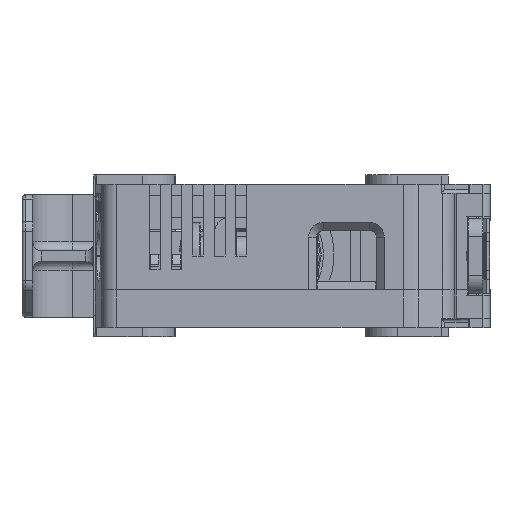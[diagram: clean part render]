
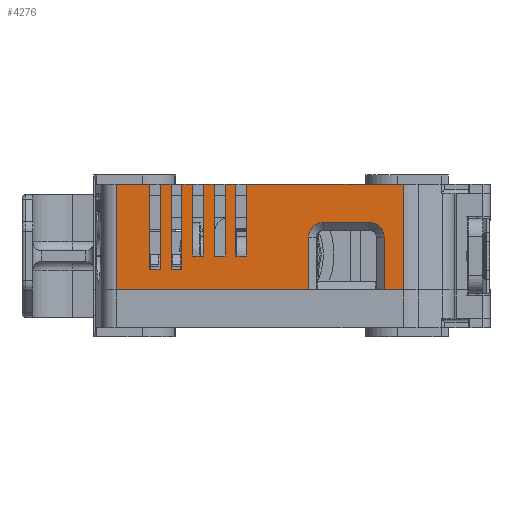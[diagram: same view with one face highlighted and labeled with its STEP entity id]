
A CAD part, left-side view. The second image highlights one B-rep face of the part: STEP entity #4276.
In plain terms, the highlighted planar face has unit normal (-1, 0, 0).
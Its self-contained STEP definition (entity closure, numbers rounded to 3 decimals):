
#4093=AXIS2_PLACEMENT_3D('Plane Axis2P3D',#4090,#4091,#4092) ;
#4125=AXIS2_PLACEMENT_3D('Circle Axis2P3D',#4123,#4124,$) ;
#4139=AXIS2_PLACEMENT_3D('Circle Axis2P3D',#4137,#4138,$) ;
#747=CARTESIAN_POINT('Vertex',(-67.,45.111,9.95)) ;
#750=CARTESIAN_POINT('Line Origine',(-67.,42.806,9.95)) ;
#754=CARTESIAN_POINT('Vertex',(-67.,40.5,9.95)) ;
#775=CARTESIAN_POINT('Vertex',(-67.,39.,9.95)) ;
#778=CARTESIAN_POINT('Line Origine',(-67.,38.25,9.95)) ;
#782=CARTESIAN_POINT('Vertex',(-67.,37.5,9.95)) ;
#803=CARTESIAN_POINT('Vertex',(-67.,36.,9.95)) ;
#806=CARTESIAN_POINT('Line Origine',(-67.,35.25,9.95)) ;
#810=CARTESIAN_POINT('Vertex',(-67.,34.5,9.95)) ;
#831=CARTESIAN_POINT('Vertex',(-67.,33.,9.95)) ;
#834=CARTESIAN_POINT('Line Origine',(-67.,32.25,9.95)) ;
#838=CARTESIAN_POINT('Vertex',(-67.,31.5,9.95)) ;
#859=CARTESIAN_POINT('Vertex',(-67.,30.,9.95)) ;
#862=CARTESIAN_POINT('Line Origine',(-67.,29.25,9.95)) ;
#866=CARTESIAN_POINT('Vertex',(-67.,28.5,9.95)) ;
#887=CARTESIAN_POINT('Vertex',(-67.,27.,9.95)) ;
#890=CARTESIAN_POINT('Line Origine',(-67.,16.127,9.95)) ;
#894=CARTESIAN_POINT('Vertex',(-67.,5.254,9.95)) ;
#4075=CARTESIAN_POINT('Vertex',(-67.,45.111,-4.7)) ;
#4078=CARTESIAN_POINT('Line Origine',(-67.,45.111,3.275)) ;
#4090=CARTESIAN_POINT('Axis2P3D Location',(-67.,5.254,0.)) ;
#4095=CARTESIAN_POINT('Line Origine',(-67.,39.75,-1.9)) ;
#4099=CARTESIAN_POINT('Vertex',(-67.,40.5,-1.9)) ;
#4101=CARTESIAN_POINT('Vertex',(-67.,39.,-1.9)) ;
#4104=CARTESIAN_POINT('Line Origine',(-67.,40.5,4.025)) ;
#4109=CARTESIAN_POINT('Line Origine',(-67.,31.756,-4.7)) ;
#4113=CARTESIAN_POINT('Vertex',(-67.,18.4,-4.7)) ;
#4116=CARTESIAN_POINT('Line Origine',(-67.,18.4,-1.05)) ;
#4120=CARTESIAN_POINT('Vertex',(-67.,18.4,2.6)) ;
#4123=CARTESIAN_POINT('Axis2P3D Location',(-67.,16.3,2.6)) ;
#4127=CARTESIAN_POINT('Vertex',(-67.,16.3,4.7)) ;
#4130=CARTESIAN_POINT('Line Origine',(-67.,13.15,4.7)) ;
#4134=CARTESIAN_POINT('Vertex',(-67.,10.,4.7)) ;
#4137=CARTESIAN_POINT('Axis2P3D Location',(-67.,10.,2.6)) ;
#4141=CARTESIAN_POINT('Vertex',(-67.,7.9,2.6)) ;
#4144=CARTESIAN_POINT('Line Origine',(-67.,7.9,-1.05)) ;
#4148=CARTESIAN_POINT('Vertex',(-67.,7.9,-4.7)) ;
#4151=CARTESIAN_POINT('Line Origine',(-67.,6.577,-4.7)) ;
#4155=CARTESIAN_POINT('Vertex',(-67.,5.254,-4.7)) ;
#4158=CARTESIAN_POINT('Line Origine',(-67.,5.254,2.625)) ;
#4163=CARTESIAN_POINT('Line Origine',(-67.,27.,4.975)) ;
#4167=CARTESIAN_POINT('Vertex',(-67.,27.,0.)) ;
#4170=CARTESIAN_POINT('Line Origine',(-67.,27.75,0.)) ;
#4174=CARTESIAN_POINT('Vertex',(-67.,28.5,0.)) ;
#4177=CARTESIAN_POINT('Line Origine',(-67.,28.5,4.975)) ;
#4182=CARTESIAN_POINT('Line Origine',(-67.,30.,4.975)) ;
#4186=CARTESIAN_POINT('Vertex',(-67.,30.,0.)) ;
#4189=CARTESIAN_POINT('Line Origine',(-67.,30.75,0.)) ;
#4193=CARTESIAN_POINT('Vertex',(-67.,31.5,0.)) ;
#4196=CARTESIAN_POINT('Line Origine',(-67.,31.5,4.975)) ;
#4201=CARTESIAN_POINT('Line Origine',(-67.,33.,4.975)) ;
#4205=CARTESIAN_POINT('Vertex',(-67.,33.,0.)) ;
#4208=CARTESIAN_POINT('Line Origine',(-67.,33.75,0.)) ;
#4212=CARTESIAN_POINT('Vertex',(-67.,34.5,0.)) ;
#4215=CARTESIAN_POINT('Line Origine',(-67.,34.5,4.975)) ;
#4220=CARTESIAN_POINT('Line Origine',(-67.,36.,4.025)) ;
#4224=CARTESIAN_POINT('Vertex',(-67.,36.,-1.9)) ;
#4227=CARTESIAN_POINT('Line Origine',(-67.,36.75,-1.9)) ;
#4231=CARTESIAN_POINT('Vertex',(-67.,37.5,-1.9)) ;
#4234=CARTESIAN_POINT('Line Origine',(-67.,37.5,4.025)) ;
#4239=CARTESIAN_POINT('Line Origine',(-67.,39.,4.025)) ;
#751=DIRECTION('Vector Direction',(0.,1.,0.)) ;
#779=DIRECTION('Vector Direction',(0.,1.,0.)) ;
#807=DIRECTION('Vector Direction',(0.,1.,0.)) ;
#835=DIRECTION('Vector Direction',(0.,1.,0.)) ;
#863=DIRECTION('Vector Direction',(0.,1.,0.)) ;
#891=DIRECTION('Vector Direction',(0.,1.,0.)) ;
#4079=DIRECTION('Vector Direction',(0.,0.,1.)) ;
#4091=DIRECTION('Axis2P3D Direction',(1.,0.,0.)) ;
#4092=DIRECTION('Axis2P3D XDirection',(0.,1.,0.)) ;
#4096=DIRECTION('Vector Direction',(0.,1.,0.)) ;
#4105=DIRECTION('Vector Direction',(0.,0.,-1.)) ;
#4110=DIRECTION('Vector Direction',(0.,-1.,0.)) ;
#4117=DIRECTION('Vector Direction',(0.,0.,-1.)) ;
#4124=DIRECTION('Axis2P3D Direction',(1.,0.,0.)) ;
#4131=DIRECTION('Vector Direction',(0.,1.,0.)) ;
#4138=DIRECTION('Axis2P3D Direction',(1.,0.,0.)) ;
#4145=DIRECTION('Vector Direction',(0.,0.,-1.)) ;
#4152=DIRECTION('Vector Direction',(0.,1.,0.)) ;
#4159=DIRECTION('Vector Direction',(0.,0.,1.)) ;
#4164=DIRECTION('Vector Direction',(0.,0.,1.)) ;
#4171=DIRECTION('Vector Direction',(0.,-1.,0.)) ;
#4178=DIRECTION('Vector Direction',(0.,0.,1.)) ;
#4183=DIRECTION('Vector Direction',(0.,0.,1.)) ;
#4190=DIRECTION('Vector Direction',(0.,-1.,0.)) ;
#4197=DIRECTION('Vector Direction',(0.,0.,1.)) ;
#4202=DIRECTION('Vector Direction',(0.,0.,1.)) ;
#4209=DIRECTION('Vector Direction',(0.,-1.,0.)) ;
#4216=DIRECTION('Vector Direction',(0.,0.,1.)) ;
#4221=DIRECTION('Vector Direction',(0.,0.,-1.)) ;
#4228=DIRECTION('Vector Direction',(0.,1.,0.)) ;
#4235=DIRECTION('Vector Direction',(0.,0.,-1.)) ;
#4240=DIRECTION('Vector Direction',(0.,0.,-1.)) ;
#752=VECTOR('Line Direction',#751,1.) ;
#780=VECTOR('Line Direction',#779,1.) ;
#808=VECTOR('Line Direction',#807,1.) ;
#836=VECTOR('Line Direction',#835,1.) ;
#864=VECTOR('Line Direction',#863,1.) ;
#892=VECTOR('Line Direction',#891,1.) ;
#4080=VECTOR('Line Direction',#4079,1.) ;
#4097=VECTOR('Line Direction',#4096,1.) ;
#4106=VECTOR('Line Direction',#4105,1.) ;
#4111=VECTOR('Line Direction',#4110,1.) ;
#4118=VECTOR('Line Direction',#4117,1.) ;
#4132=VECTOR('Line Direction',#4131,1.) ;
#4146=VECTOR('Line Direction',#4145,1.) ;
#4153=VECTOR('Line Direction',#4152,1.) ;
#4160=VECTOR('Line Direction',#4159,1.) ;
#4165=VECTOR('Line Direction',#4164,1.) ;
#4172=VECTOR('Line Direction',#4171,1.) ;
#4179=VECTOR('Line Direction',#4178,1.) ;
#4184=VECTOR('Line Direction',#4183,1.) ;
#4191=VECTOR('Line Direction',#4190,1.) ;
#4198=VECTOR('Line Direction',#4197,1.) ;
#4203=VECTOR('Line Direction',#4202,1.) ;
#4210=VECTOR('Line Direction',#4209,1.) ;
#4217=VECTOR('Line Direction',#4216,1.) ;
#4222=VECTOR('Line Direction',#4221,1.) ;
#4229=VECTOR('Line Direction',#4228,1.) ;
#4236=VECTOR('Line Direction',#4235,1.) ;
#4241=VECTOR('Line Direction',#4240,1.) ;
#4245=ORIENTED_EDGE('',*,*,#4103,.F.) ;
#4246=ORIENTED_EDGE('',*,*,#4108,.F.) ;
#4247=ORIENTED_EDGE('',*,*,#756,.T.) ;
#4248=ORIENTED_EDGE('',*,*,#4082,.F.) ;
#4249=ORIENTED_EDGE('',*,*,#4115,.T.) ;
#4250=ORIENTED_EDGE('',*,*,#4122,.T.) ;
#4251=ORIENTED_EDGE('',*,*,#4129,.T.) ;
#4252=ORIENTED_EDGE('',*,*,#4136,.T.) ;
#4253=ORIENTED_EDGE('',*,*,#4143,.T.) ;
#4254=ORIENTED_EDGE('',*,*,#4150,.T.) ;
#4255=ORIENTED_EDGE('',*,*,#4157,.T.) ;
#4256=ORIENTED_EDGE('',*,*,#4162,.T.) ;
#4257=ORIENTED_EDGE('',*,*,#896,.T.) ;
#4258=ORIENTED_EDGE('',*,*,#4169,.F.) ;
#4259=ORIENTED_EDGE('',*,*,#4176,.F.) ;
#4260=ORIENTED_EDGE('',*,*,#4181,.T.) ;
#4261=ORIENTED_EDGE('',*,*,#868,.T.) ;
#4262=ORIENTED_EDGE('',*,*,#4188,.F.) ;
#4263=ORIENTED_EDGE('',*,*,#4195,.F.) ;
#4264=ORIENTED_EDGE('',*,*,#4200,.T.) ;
#4265=ORIENTED_EDGE('',*,*,#840,.T.) ;
#4266=ORIENTED_EDGE('',*,*,#4207,.F.) ;
#4267=ORIENTED_EDGE('',*,*,#4214,.F.) ;
#4268=ORIENTED_EDGE('',*,*,#4219,.T.) ;
#4269=ORIENTED_EDGE('',*,*,#812,.T.) ;
#4270=ORIENTED_EDGE('',*,*,#4226,.T.) ;
#4271=ORIENTED_EDGE('',*,*,#4233,.F.) ;
#4272=ORIENTED_EDGE('',*,*,#4238,.F.) ;
#4273=ORIENTED_EDGE('',*,*,#784,.T.) ;
#4274=ORIENTED_EDGE('',*,*,#4243,.T.) ;
#4276=ADVANCED_FACE('PartBody',(#4275),#4094,.F.) ;
#4126=CIRCLE('generated circle',#4125,2.1) ;
#4140=CIRCLE('generated circle',#4139,2.1) ;
#756=EDGE_CURVE('',#755,#748,#753,.T.) ;
#784=EDGE_CURVE('',#783,#776,#781,.T.) ;
#812=EDGE_CURVE('',#811,#804,#809,.T.) ;
#840=EDGE_CURVE('',#839,#832,#837,.T.) ;
#868=EDGE_CURVE('',#867,#860,#865,.T.) ;
#896=EDGE_CURVE('',#895,#888,#893,.T.) ;
#4082=EDGE_CURVE('',#4076,#748,#4081,.T.) ;
#4103=EDGE_CURVE('',#4100,#4102,#4098,.F.) ;
#4108=EDGE_CURVE('',#755,#4100,#4107,.T.) ;
#4115=EDGE_CURVE('',#4076,#4114,#4112,.T.) ;
#4122=EDGE_CURVE('',#4114,#4121,#4119,.F.) ;
#4129=EDGE_CURVE('',#4121,#4128,#4126,.T.) ;
#4136=EDGE_CURVE('',#4128,#4135,#4133,.F.) ;
#4143=EDGE_CURVE('',#4135,#4142,#4140,.T.) ;
#4150=EDGE_CURVE('',#4142,#4149,#4147,.T.) ;
#4157=EDGE_CURVE('',#4149,#4156,#4154,.F.) ;
#4162=EDGE_CURVE('',#4156,#895,#4161,.T.) ;
#4169=EDGE_CURVE('',#4168,#888,#4166,.T.) ;
#4176=EDGE_CURVE('',#4175,#4168,#4173,.T.) ;
#4181=EDGE_CURVE('',#4175,#867,#4180,.T.) ;
#4188=EDGE_CURVE('',#4187,#860,#4185,.T.) ;
#4195=EDGE_CURVE('',#4194,#4187,#4192,.T.) ;
#4200=EDGE_CURVE('',#4194,#839,#4199,.T.) ;
#4207=EDGE_CURVE('',#4206,#832,#4204,.T.) ;
#4214=EDGE_CURVE('',#4213,#4206,#4211,.T.) ;
#4219=EDGE_CURVE('',#4213,#811,#4218,.T.) ;
#4226=EDGE_CURVE('',#804,#4225,#4223,.T.) ;
#4233=EDGE_CURVE('',#4232,#4225,#4230,.F.) ;
#4238=EDGE_CURVE('',#783,#4232,#4237,.T.) ;
#4243=EDGE_CURVE('',#776,#4102,#4242,.T.) ;
#4244=EDGE_LOOP('',(#4245,#4246,#4247,#4248,#4249,#4250,#4251,#4252,#4253,#4254,#4255,#4256,#4257,#4258,#4259,#4260,#4261,#4262,#4263,#4264,#4265,#4266,#4267,#4268,#4269,#4270,#4271,#4272,#4273,#4274)) ;
#4275=FACE_OUTER_BOUND('',#4244,.T.) ;
#753=LINE('Line',#750,#752) ;
#781=LINE('Line',#778,#780) ;
#809=LINE('Line',#806,#808) ;
#837=LINE('Line',#834,#836) ;
#865=LINE('Line',#862,#864) ;
#893=LINE('Line',#890,#892) ;
#4081=LINE('Line',#4078,#4080) ;
#4098=LINE('Line',#4095,#4097) ;
#4107=LINE('Line',#4104,#4106) ;
#4112=LINE('Line',#4109,#4111) ;
#4119=LINE('Line',#4116,#4118) ;
#4133=LINE('Line',#4130,#4132) ;
#4147=LINE('Line',#4144,#4146) ;
#4154=LINE('Line',#4151,#4153) ;
#4161=LINE('Line',#4158,#4160) ;
#4166=LINE('Line',#4163,#4165) ;
#4173=LINE('Line',#4170,#4172) ;
#4180=LINE('Line',#4177,#4179) ;
#4185=LINE('Line',#4182,#4184) ;
#4192=LINE('Line',#4189,#4191) ;
#4199=LINE('Line',#4196,#4198) ;
#4204=LINE('Line',#4201,#4203) ;
#4211=LINE('Line',#4208,#4210) ;
#4218=LINE('Line',#4215,#4217) ;
#4223=LINE('Line',#4220,#4222) ;
#4230=LINE('Line',#4227,#4229) ;
#4237=LINE('Line',#4234,#4236) ;
#4242=LINE('Line',#4239,#4241) ;
#4094=PLANE('',#4093) ;
#748=VERTEX_POINT('',#747) ;
#755=VERTEX_POINT('',#754) ;
#776=VERTEX_POINT('',#775) ;
#783=VERTEX_POINT('',#782) ;
#804=VERTEX_POINT('',#803) ;
#811=VERTEX_POINT('',#810) ;
#832=VERTEX_POINT('',#831) ;
#839=VERTEX_POINT('',#838) ;
#860=VERTEX_POINT('',#859) ;
#867=VERTEX_POINT('',#866) ;
#888=VERTEX_POINT('',#887) ;
#895=VERTEX_POINT('',#894) ;
#4076=VERTEX_POINT('',#4075) ;
#4100=VERTEX_POINT('',#4099) ;
#4102=VERTEX_POINT('',#4101) ;
#4114=VERTEX_POINT('',#4113) ;
#4121=VERTEX_POINT('',#4120) ;
#4128=VERTEX_POINT('',#4127) ;
#4135=VERTEX_POINT('',#4134) ;
#4142=VERTEX_POINT('',#4141) ;
#4149=VERTEX_POINT('',#4148) ;
#4156=VERTEX_POINT('',#4155) ;
#4168=VERTEX_POINT('',#4167) ;
#4175=VERTEX_POINT('',#4174) ;
#4187=VERTEX_POINT('',#4186) ;
#4194=VERTEX_POINT('',#4193) ;
#4206=VERTEX_POINT('',#4205) ;
#4213=VERTEX_POINT('',#4212) ;
#4225=VERTEX_POINT('',#4224) ;
#4232=VERTEX_POINT('',#4231) ;
